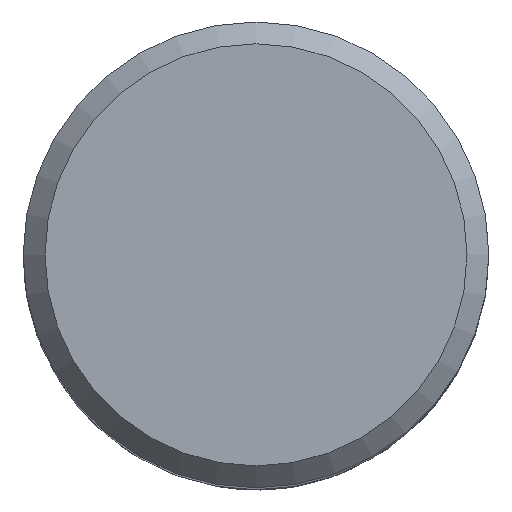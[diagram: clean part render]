
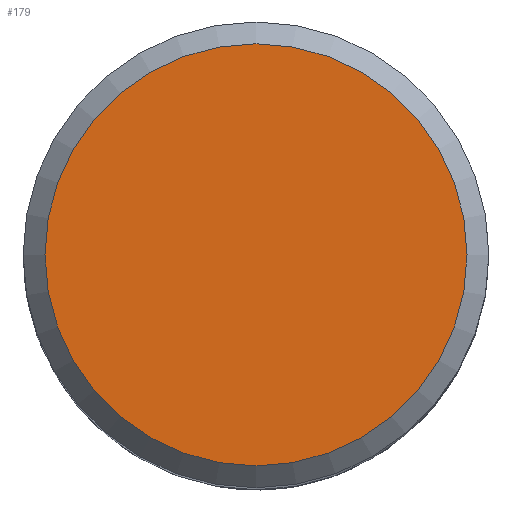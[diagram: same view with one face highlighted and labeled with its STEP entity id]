
A CAD part, top view. The second image highlights one B-rep face of the part: STEP entity #179.
In plain terms, the highlighted planar face has unit normal (0, 0, 1).
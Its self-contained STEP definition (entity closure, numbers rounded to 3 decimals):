
#156=FACE_OUTER_BOUND('',#279,.T.);
#159=PLANE('',#587);
#179=ADVANCED_FACE('CLONE_TP_FACE',(#156),#159,.T.);
#279=EDGE_LOOP('',(#321));
#321=ORIENTED_EDGE('',*,*,#370,.T.);
#345=VERTEX_POINT('',#812);
#370=EDGE_CURVE('',#345,#345,#391,.T.);
#391=CIRCLE('',#586,14.496);
#586=AXIS2_PLACEMENT_3D('',#811,#701,#702);
#587=AXIS2_PLACEMENT_3D('',#813,#703,#704);
#701=DIRECTION('',(0.,0.,1.));
#702=DIRECTION('',(1.,0.,0.));
#703=DIRECTION('',(0.,0.,1.));
#704=DIRECTION('',(1.,0.,0.));
#811=CARTESIAN_POINT('',(0.,0.,0.));
#812=CARTESIAN_POINT('',(14.496,0.,0.));
#813=CARTESIAN_POINT('',(0.,0.,0.));
